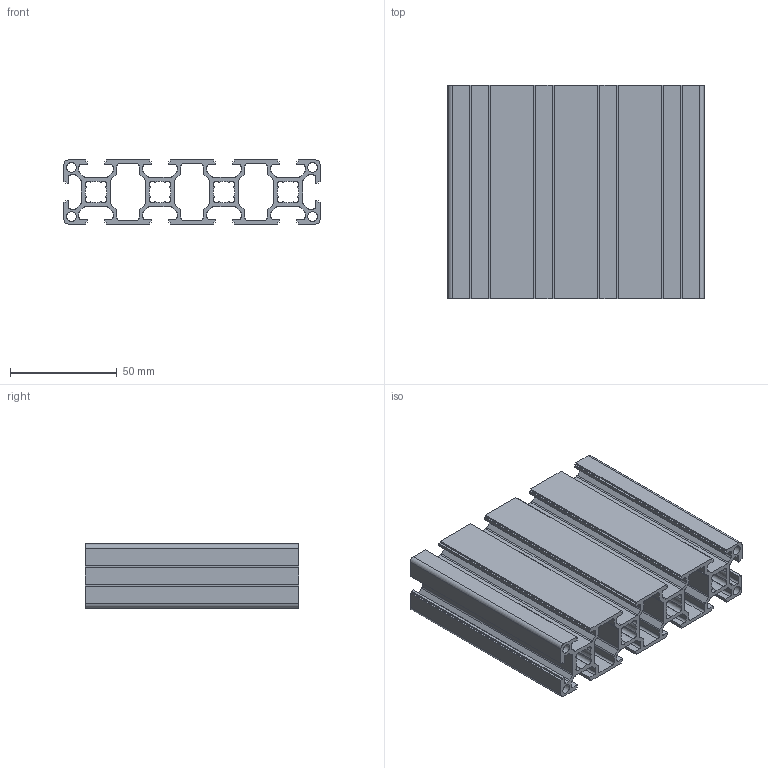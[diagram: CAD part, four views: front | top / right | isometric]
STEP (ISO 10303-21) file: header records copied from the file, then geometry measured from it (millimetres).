
FILE_DESCRIPTION(/* description */ (''),/* implementation_level */ '2;1');
FILE_NAME(/* name */ 'AST03012010.step',/* time_stamp */ '2024-04-29T15:57:02+01:00',/* author */ ('project'),/* organization */ (''),/* preprocessor_version */ 'ST-DEVELOPER v19',/* originating_system */ 'Autodesk Inventor 2023',/* authorisation */ '');
FILE_SCHEMA (('AUTOMOTIVE_DESIGN { 1 0 10303 214 3 1 1 }'));
Length unit declared in the file: metre
Products named in the file (1): AST03012010
Bounding box: 120 x 100 x 30 mm (x, y, z)
Volume: 103553.9 mm3; surface area: 103987.8 mm2
Topology: 1 solids, 1 shells, 318 faces, 948 edges, 632 vertices
Faces by surface type: plane 182, cylinder 136
Full cylindrical faces by diameter (mm): 4.5 x4
Entity records: 10820 total; most frequent: CARTESIAN_POINT 1899, ORIENTED_EDGE 1896, DIRECTION 1858, EDGE_CURVE 948, LINE 676, VECTOR 676, VERTEX_POINT 632, AXIS2_PLACEMENT_3D 591
